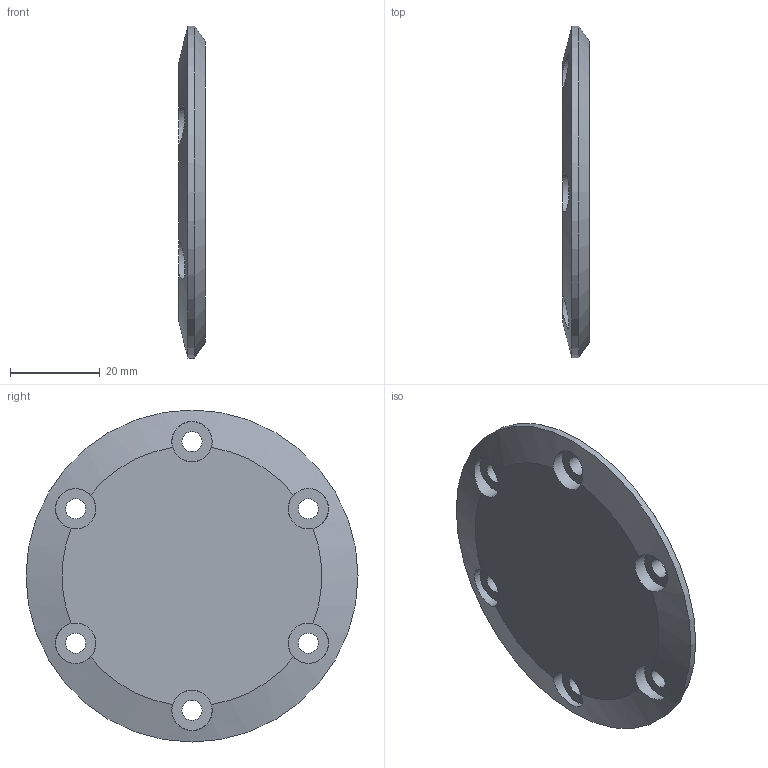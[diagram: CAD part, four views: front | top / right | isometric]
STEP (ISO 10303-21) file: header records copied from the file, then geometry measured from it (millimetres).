
FILE_DESCRIPTION(('FreeCAD Model'),'2;1');
FILE_NAME('End cap supertrapp.step', '2020-02-23T18:34:21',('Author'),(''), 'Open CASCADE STEP processor 7.3','FreeCAD','Unknown');
FILE_SCHEMA(('AUTOMOTIVE_DESIGN { 1 0 10303 214 1 1 1 1 }'));
Length unit declared in the file: millimetre
Products named in the file (1): Body
Bounding box: 6 x 74.1 x 74.1 mm (x, y, z)
Volume: 14961.5 mm3; surface area: 9922.3 mm2
Topology: 1 solids, 1 shells, 25 faces, 64 edges, 42 vertices
Faces by surface type: cylinder 13, plane 9, cone 3
Full cylindrical faces by diameter (mm): 4.5 x6, 9 x6, 74.1 x1
Entity records: 3041 total; most frequent: CARTESIAN_POINT 1736, DIRECTION 238, ORIENTED_EDGE 128, PCURVE 128, DEFINITIONAL_REPRESENTATION 128, LINE 86, VECTOR 86, EDGE_CURVE 64
